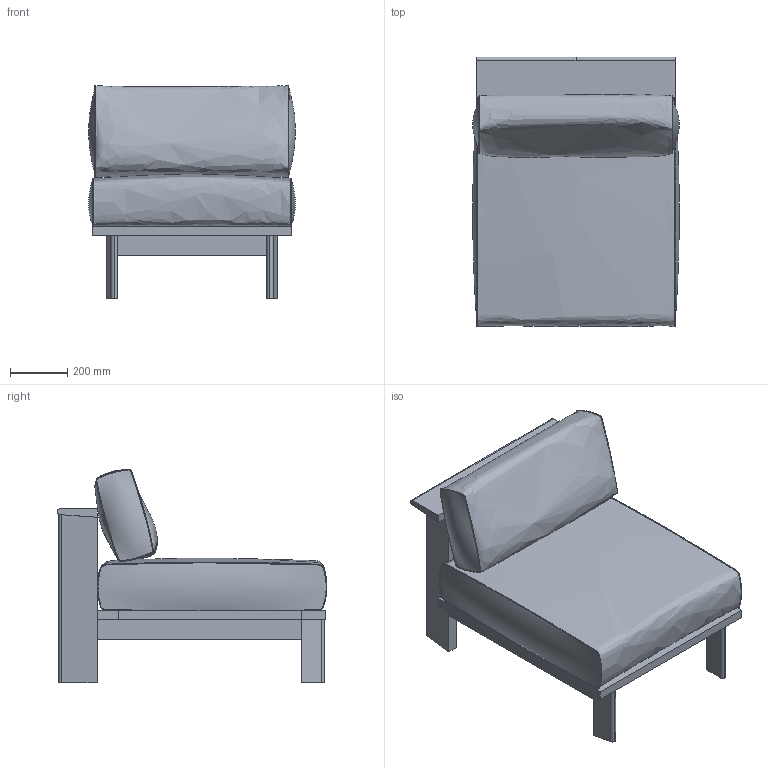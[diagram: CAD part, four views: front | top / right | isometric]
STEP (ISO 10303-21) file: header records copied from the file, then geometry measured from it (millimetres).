
FILE_DESCRIPTION(/* description */ (''),/* implementation_level */ '2;1');
FILE_NAME(/* name */ 'Rail_CB-491_3D',/* time_stamp */ '2023-10-06T12:39:23+02:00',/* author */ (''),/* organization */ (''),/* preprocessor_version */ 'ST-DEVELOPER v16.5',/* originating_system */ 'Rhino 7.31',/* authorisation */ '');
FILE_SCHEMA (('AUTOMOTIVE_DESIGN'));
Length unit declared in the file: centimetre
Products named in the file (2): Document; Rail_CB-491
Assembly tree (1 placements, depth 2):
  Document
    Rail_CB-491
Bounding box: 723.29 x 944.19 x 749.18 mm (x, y, z)
Volume: 27890697.7 mm3; surface area: 4889696.3 mm2
Topology: 23 solids, 29 shells, 140 faces, 294 edges, 196 vertices
Faces by surface type: plane 112, cylinder 16, bspline 12
Entity records: 35625 total; most frequent: CARTESIAN_POINT 33122, ORIENTED_EDGE 576, EDGE_CURVE 294, B_SPLINE_CURVE_WITH_KNOTS 254, VERTEX_POINT 196, ADVANCED_FACE 140, FACE_OUTER_BOUND 140, EDGE_LOOP 140
